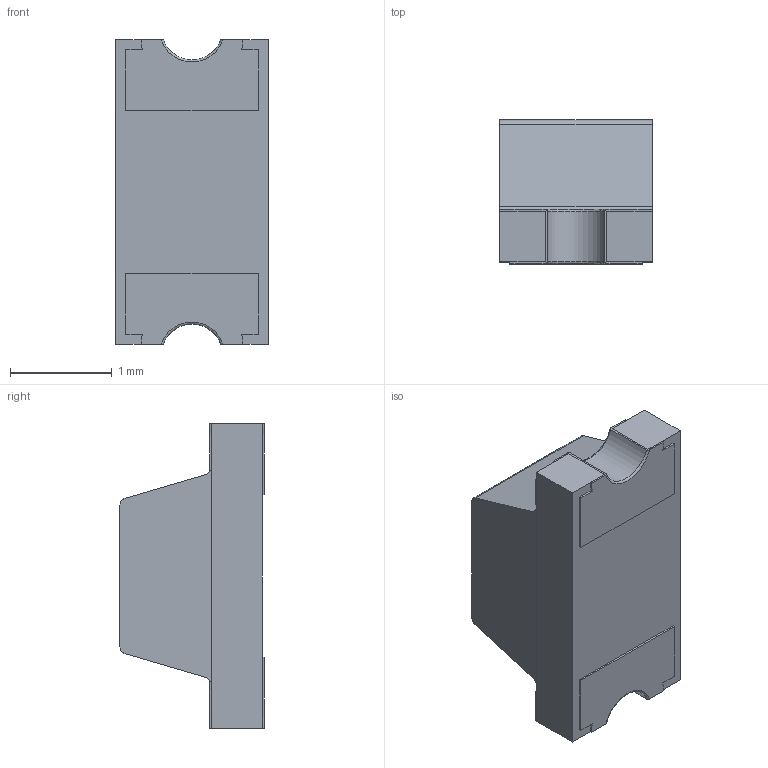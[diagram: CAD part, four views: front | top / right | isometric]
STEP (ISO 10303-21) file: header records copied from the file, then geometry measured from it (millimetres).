
FILE_DESCRIPTION(('CoCreate Modeling STEP Export'),'2;1');
FILE_NAME('1W.stp','2010-09-09T17:37:18',(''),(''),'CoCreate Modeling STEP processor for AP214 (Solid Model)','CoCreate Modeling 16.00A 16-Aug-2008 (C) Parametric Technology GmbH','');
FILE_SCHEMA(('AUTOMOTIVE_DESIGN { 1 0 10303 214 1 1 1 1 }'));
Length unit declared in the file: millimetre
Products named in the file (18): MSBR_Body_1; MSBR.1_Body_1; LAYER_Body_1; LAYER_Asm_1; MSBR_Body_2; LAYER.1; MSBR_Body_3; MSBR.1_Body_2; LAYER_Body_3; LAYER.2; MSBR_Body_4; Assembly-1_Asm_2; Assembly-1_Asm_1; 1101W.stp; 1W.stp_Asm_2; 1W.stp_Asm_1; Assembly-1; p1
Assembly tree (16 placements, depth 8):
  Assembly-1
    1W.stp_Asm_1
      1W.stp_Asm_2
        1101W.stp
          Assembly-1_Asm_1
            Assembly-1_Asm_2
              MSBR_Body_4
              LAYER.2
                LAYER_Body_3
                MSBR.1_Body_2
                MSBR_Body_3
              LAYER.1
                MSBR_Body_2
              LAYER_Asm_1
                LAYER_Body_1
                MSBR.1_Body_1
                MSBR_Body_1
  p1
Bounding box: 1.5 x 1.42 x 3 mm (x, y, z)
Volume: 4.6 mm3; surface area: 33.8 mm2
Topology: 6 solids, 6 shells, 113 faces, 306 edges, 208 vertices
Faces by surface type: plane 93, cylinder 16, torus 4
Entity records: 4600 total; most frequent: CARTESIAN_POINT 796, ORIENTED_EDGE 606, DIRECTION 594, EDGE_CURVE 303, VECTOR 262, LINE 262, VERTEX_POINT 202, AXIS2_PLACEMENT_3D 166
